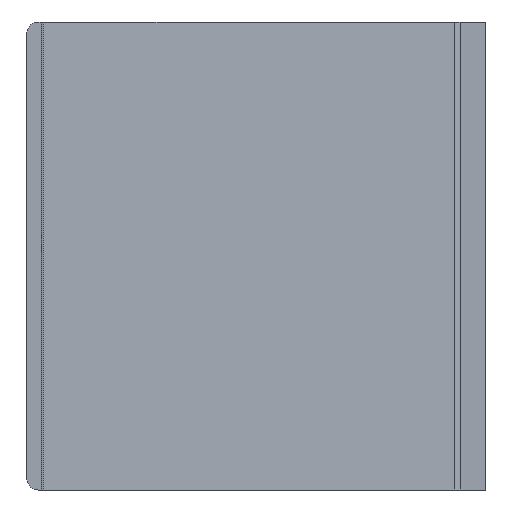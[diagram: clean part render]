
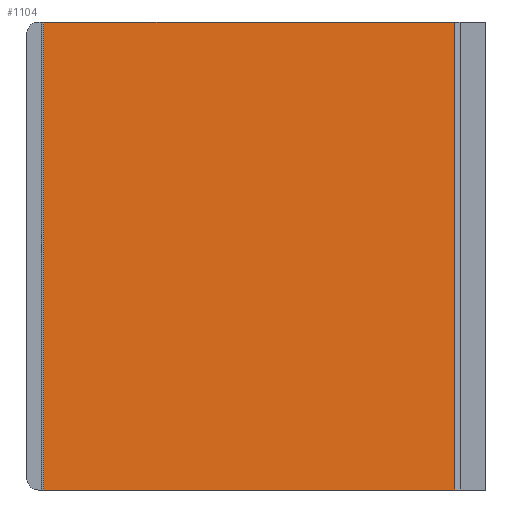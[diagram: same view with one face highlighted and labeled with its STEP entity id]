
A CAD part, front view. The second image highlights one B-rep face of the part: STEP entity #1104.
In plain terms, the highlighted face is planar.
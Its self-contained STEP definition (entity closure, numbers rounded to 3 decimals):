
#665=ORIENTED_EDGE('',*,*,#850,.F.);
#666=ORIENTED_EDGE('',*,*,#844,.T.);
#667=ORIENTED_EDGE('',*,*,#813,.T.);
#668=ORIENTED_EDGE('',*,*,#817,.T.);
#711=VECTOR('',#921,1.);
#714=VECTOR('',#928,1.);
#731=VECTOR('',#985,1.);
#736=VECTOR('',#994,1.);
#745=LINE('',#1132,#711);
#748=LINE('',#1141,#714);
#765=LINE('',#1195,#731);
#770=LINE('',#1205,#736);
#779=VERTEX_POINT('',#1128);
#780=VERTEX_POINT('',#1130);
#784=VERTEX_POINT('',#1139);
#801=VERTEX_POINT('',#1194);
#813=EDGE_CURVE('',#780,#779,#745,.T.);
#817=EDGE_CURVE('',#779,#784,#748,.T.);
#844=EDGE_CURVE('',#801,#780,#765,.T.);
#850=EDGE_CURVE('',#801,#784,#770,.T.);
#874=EDGE_LOOP('',(#665,#666,#667,#668));
#898=FACE_BOUND('',#874,.T.);
#921=DIRECTION('',(0.,0.,58.));
#928=DIRECTION('',(-50.906,50.906,0.));
#985=DIRECTION('',(50.906,-50.906,0.));
#992=DIRECTION('',(-0.707,-0.707,0.));
#993=DIRECTION('',(-0.707,0.707,0.));
#994=DIRECTION('',(0.,0.,58.));
#1062=AXIS2_PLACEMENT_3D('',#1204,#992,#993);
#1088=PLANE('',#1062);
#1104=ADVANCED_FACE('',(#898),#1088,.T.);
#1128=CARTESIAN_POINT('',(56.707,5.801,0.));
#1130=CARTESIAN_POINT('',(56.707,5.801,-58.));
#1132=CARTESIAN_POINT('',(56.707,5.801,-58.));
#1139=CARTESIAN_POINT('',(5.801,56.707,0.));
#1141=CARTESIAN_POINT('',(56.707,5.801,0.));
#1194=CARTESIAN_POINT('',(5.801,56.707,-58.));
#1195=CARTESIAN_POINT('',(5.801,56.707,-58.));
#1204=CARTESIAN_POINT('',(5.801,56.707,0.));
#1205=CARTESIAN_POINT('',(5.801,56.707,-58.));
